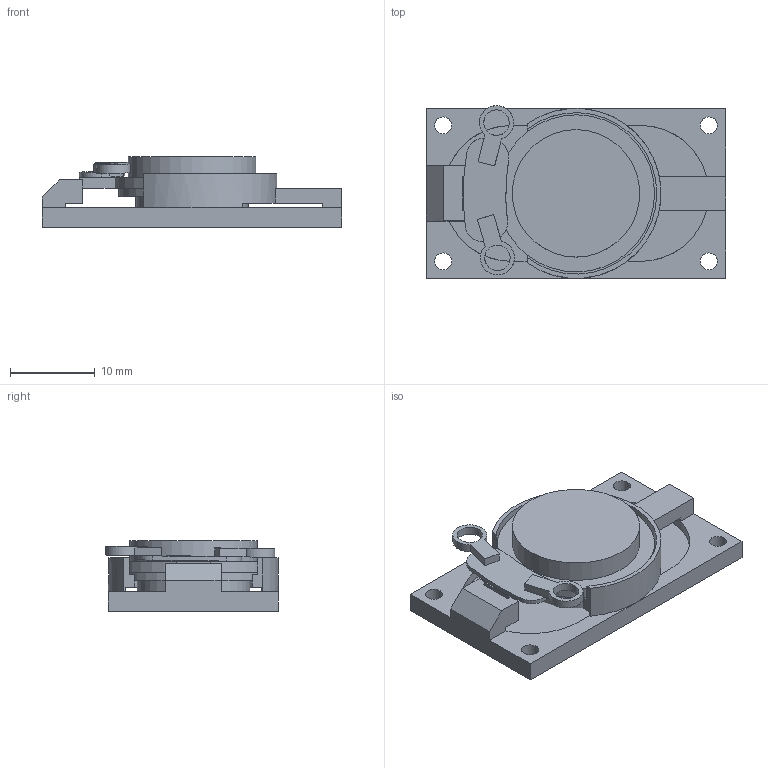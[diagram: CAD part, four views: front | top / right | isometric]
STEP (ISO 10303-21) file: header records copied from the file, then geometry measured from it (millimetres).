
FILE_DESCRIPTION(/* description */ ('Alibre Inc.'),/* implementation_level */ '2;1');
FILE_NAME(/* name */ 'export-9FAA7220-82D1-4FA1-8F65-2C298D644075',/* time_stamp */ '2018-12-27T10:32:20-06:00',/* author */ (''),/* organization */ (''),/* preprocessor_version */ 'ST-DEVELOPER v17',/* originating_system */ 'Alibre',/* authorisation */ '');
FILE_SCHEMA (('CONFIG_CONTROL_DESIGN'));
Length unit declared in the file: millimetre
Products named in the file (6): ID_1; ID_2; ID_3
Bounding box: 35.25 x 20.33 x 8.35 mm (x, y, z)
Volume: 2297.8 mm3; surface area: 3657.5 mm2
Topology: 5 solids, 5 shells, 124 faces, 303 edges, 200 vertices
Faces by surface type: plane 74, cylinder 44, torus 6
Full cylindrical faces by diameter (mm): 1 x8, 2 x4, 3 x2, 11 x1, 12 x1, 13.25 x1, 15 x2, 17.25 x1
Entity records: 3917 total; most frequent: CARTESIAN_POINT 621, ORIENTED_EDGE 530, DIRECTION 524, EDGE_CURVE 265, AXIS2_PLACEMENT_3D 222, VERTEX_POINT 186, EDGE_LOOP 163, FACE_BOUND 163
